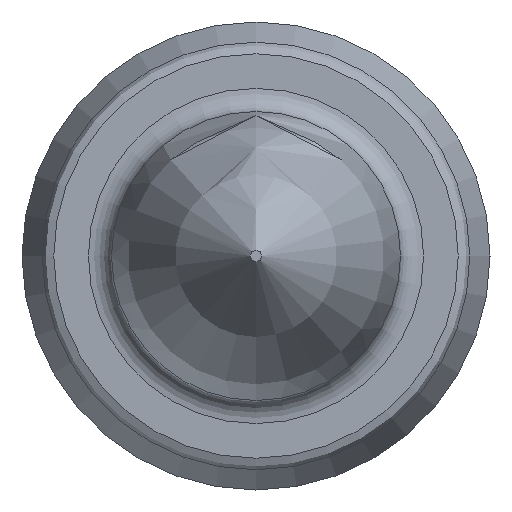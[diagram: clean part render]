
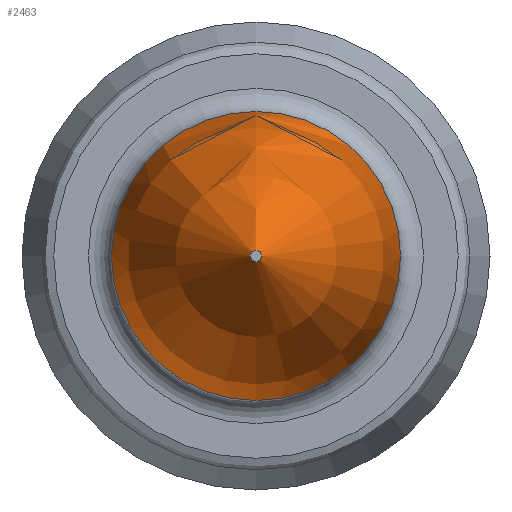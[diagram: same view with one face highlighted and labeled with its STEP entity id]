
A CAD part, left-side view. The second image highlights one B-rep face of the part: STEP entity #2463.
In plain terms, the highlighted toroidal (fillet/blend) face has major radius 0.699 mm and minor radius 1.016 mm.
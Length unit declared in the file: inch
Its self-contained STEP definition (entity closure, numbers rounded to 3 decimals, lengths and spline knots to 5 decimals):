
#43 = DIRECTION ( 'NONE',  ( -1., 0., 0. ) ) ;
#186 = CARTESIAN_POINT ( 'NONE',  ( 0., 0., 0. ) ) ;
#248 = AXIS2_PLACEMENT_3D ( 'NONE', #186, #1209, #374 ) ;
#327 = CARTESIAN_POINT ( 'NONE',  ( 0., 0., 0.0005 ) ) ;
#360 = EDGE_CURVE ( 'NONE', #1036, #1036, #2322, .T. ) ;
#374 = DIRECTION ( 'NONE',  ( 0., 0., 1. ) ) ;
#391 = CARTESIAN_POINT ( 'NONE',  ( 0.02857, 0., 0. ) ) ;
#490 = DIRECTION ( 'NONE',  ( -1., 0., 0. ) ) ;
#620 = FACE_OUTER_BOUND ( 'NONE', #1205, .T. ) ;
#981 = DIRECTION ( 'NONE',  ( 0., 0., 1. ) ) ;
#993 = FACE_OUTER_BOUND ( 'NONE', #1447, .T. ) ;
#1036 = VERTEX_POINT ( 'NONE', #1279 ) ;
#1071 = DIRECTION ( 'NONE',  ( 0., 0., 1. ) ) ;
#1118 = VERTEX_POINT ( 'NONE', #327 ) ;
#1205 = EDGE_LOOP ( 'NONE', ( #2109 ) ) ;
#1209 = DIRECTION ( 'NONE',  ( -1., 0., 0. ) ) ;
#1279 = CARTESIAN_POINT ( 'NONE',  ( 0.02857, 0., 0.0125 ) ) ;
#1447 = EDGE_LOOP ( 'NONE', ( #2046 ) ) ;
#1530 = CARTESIAN_POINT ( 'NONE',  ( 0.02857, 0., 0. ) ) ;
#1760 = CIRCLE ( 'NONE', #248, 0.0005 ) ;
#1832 = EDGE_CURVE ( 'NONE', #1118, #1118, #1760, .T. ) ;
#1946 = AXIS2_PLACEMENT_3D ( 'NONE', #391, #43, #981 ) ;
#2046 = ORIENTED_EDGE ( 'NONE', *, *, #360, .T. ) ;
#2109 = ORIENTED_EDGE ( 'NONE', *, *, #1832, .F. ) ;
#2222 = TOROIDAL_SURFACE ( 'NONE', #1946, -0.0275, 0.04 ) ;
#2235 = AXIS2_PLACEMENT_3D ( 'NONE', #1530, #490, #1071 ) ;
#2322 = CIRCLE ( 'NONE', #2235, 0.0125 ) ;
#2463 = ADVANCED_FACE ( 'NONE', ( #620, #993 ), #2222, .T. ) ;
